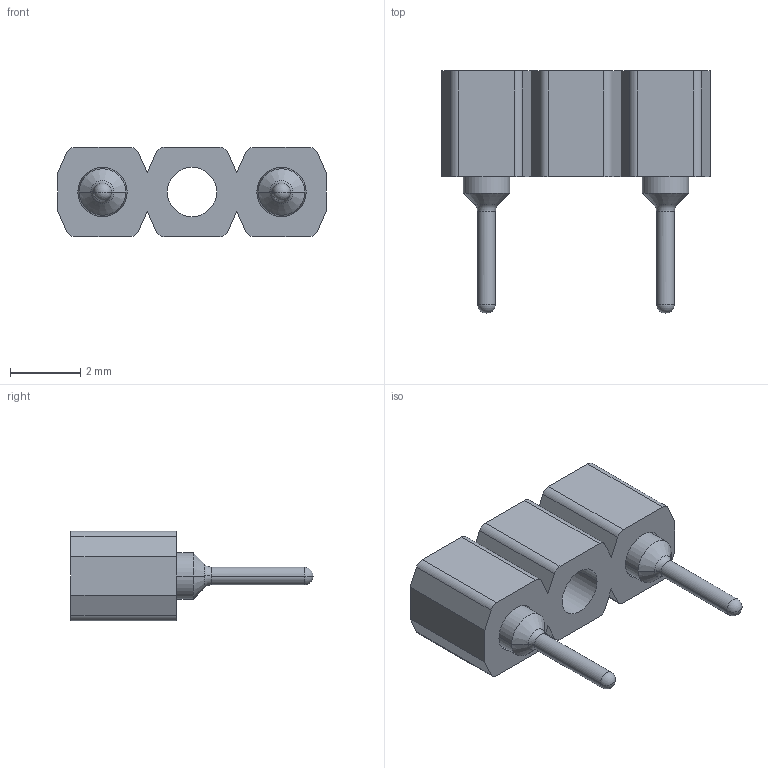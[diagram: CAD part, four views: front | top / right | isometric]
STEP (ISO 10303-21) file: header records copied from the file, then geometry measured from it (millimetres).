
FILE_DESCRIPTION(('STEP AP214'),'1');
FILE_NAME('60414.stp','2016-07-25T20:00:10',('TraceParts'),('TraceParts S.A.'),'Spatial InterOp 3D',' ',' ');
FILE_SCHEMA(('automotive_design'));
Length unit declared in the file: millimetre
Products named in the file (5): D2899_ASM|Next assembly relationship#H3136XX_ASM|Next assembly relationship#H3129XX;H3129XX; D2899_ASM|Next assembly relationship#H3136XX_ASM|Next assembly relationship#Y3199;Y3199; D2899_ASM|Next assembly relationship#D01-0010398;D01-0010398
Bounding box: 7.62 x 6.88 x 2.54 mm (x, y, z)
Volume: 44.4 mm3; surface area: 230.6 mm2
Topology: 5 solids, 5 shells, 201 faces, 490 edges, 300 vertices
Faces by surface type: cylinder 56, plane 55, bspline 48, cone 22, torus 16, sphere 4
Entity records: 7061 total; most frequent: CARTESIAN_POINT 2432, ORIENTED_EDGE 964, DIRECTION 932, EDGE_CURVE 482, AXIS2_PLACEMENT_3D 360, VERTEX_POINT 300, EDGE_LOOP 216, LINE 212
